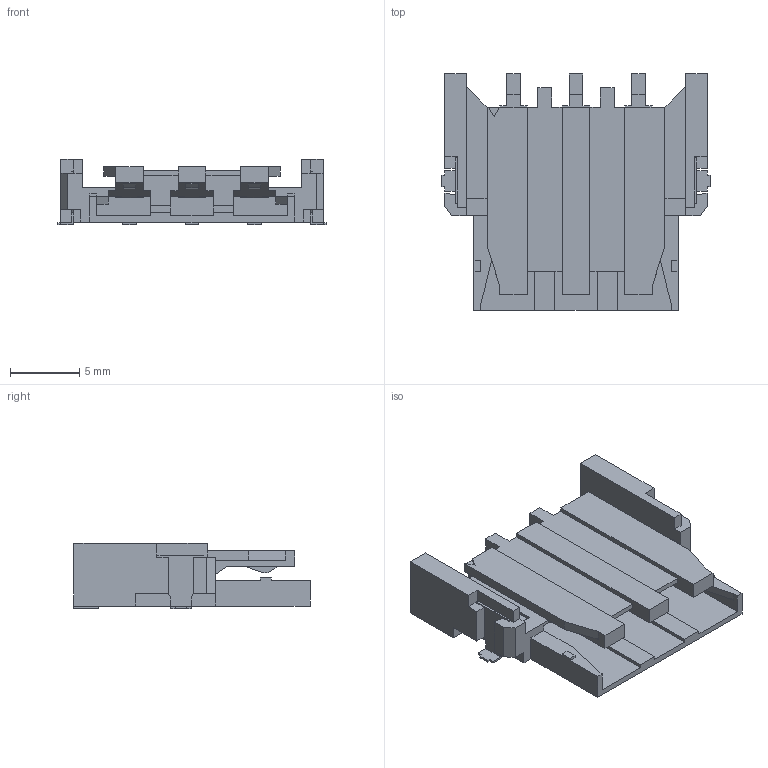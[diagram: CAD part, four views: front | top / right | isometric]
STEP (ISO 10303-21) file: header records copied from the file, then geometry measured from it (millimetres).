
FILE_DESCRIPTION(('CoCreate Modeling STEP Export'),'2;1');
FILE_NAME('DF64-3S-4.5H.stp','2014-10-10T17:02:30',(''),(''),'CoCreate Modeling STEP processor for AP214 (Solid Model)','CoCreate Modeling 17.0 01-Apr-2010 (C) Parametric Technology GmbH','');
FILE_SCHEMA(('AUTOMOTIVE_DESIGN { 1 0 10303 214 1 1 1 1 }'));
Length unit declared in the file: millimetre
Products named in the file (1): DF64-3S-4.5H
Bounding box: 19.3 x 17 x 4.7 mm (x, y, z)
Volume: 591 mm3; surface area: 1348 mm2
Topology: 1 solids, 1 shells, 251 faces, 727 edges, 484 vertices
Faces by surface type: plane 248, cylinder 3
Entity records: 8050 total; most frequent: ORIENTED_EDGE 1454, CARTESIAN_POINT 1449, DIRECTION 1216, EDGE_CURVE 727, VECTOR 714, LINE 714, VERTEX_POINT 484, EDGE_LOOP 257
